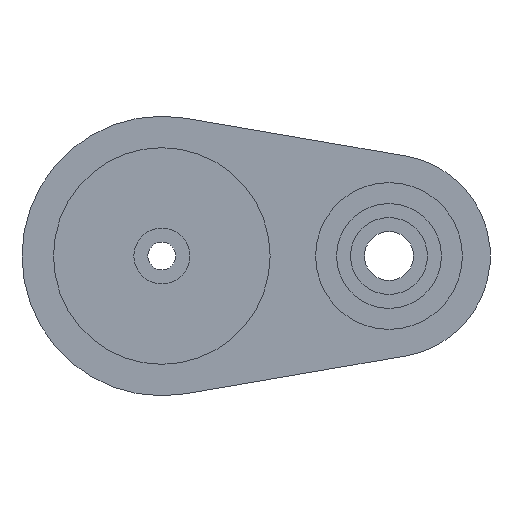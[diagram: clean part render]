
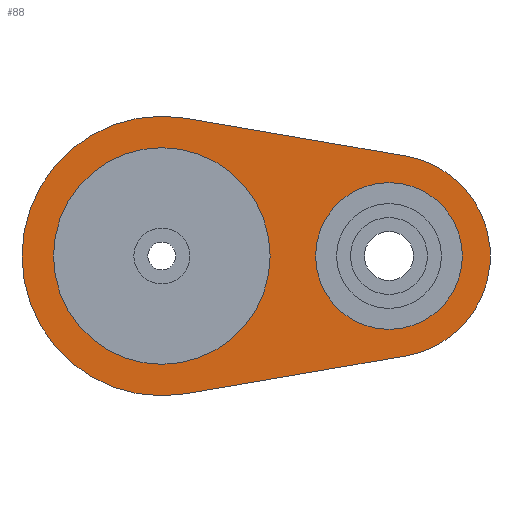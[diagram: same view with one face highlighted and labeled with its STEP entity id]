
A CAD part, front view. The second image highlights one B-rep face of the part: STEP entity #88.
In plain terms, the highlighted planar face has unit normal (0, -1, 0).
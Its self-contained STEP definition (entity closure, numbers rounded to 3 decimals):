
#88 = ADVANCED_FACE( '', ( #188, #189, #190 ), #191, .F. );
#188 = FACE_BOUND( '', #281, .T. );
#189 = FACE_BOUND( '', #282, .T. );
#190 = FACE_OUTER_BOUND( '', #283, .T. );
#191 = PLANE( '', #284 );
#281 = EDGE_LOOP( '', ( #425 ) );
#282 = EDGE_LOOP( '', ( #426 ) );
#283 = EDGE_LOOP( '', ( #427, #428, #429, #430 ) );
#284 = AXIS2_PLACEMENT_3D( '', #431, #432, #433 );
#425 = ORIENTED_EDGE( '', *, *, #483, .T. );
#426 = ORIENTED_EDGE( '', *, *, #453, .T. );
#427 = ORIENTED_EDGE( '', *, *, #479, .F. );
#428 = ORIENTED_EDGE( '', *, *, #471, .F. );
#429 = ORIENTED_EDGE( '', *, *, #457, .F. );
#430 = ORIENTED_EDGE( '', *, *, #435, .F. );
#431 = CARTESIAN_POINT( '', ( 0., 2., 0. ) );
#432 = DIRECTION( '', ( 0., 1., 0. ) );
#433 = DIRECTION( '', ( 0., 0., 1. ) );
#435 = EDGE_CURVE( '', #487, #488, #489, .T. );
#453 = EDGE_CURVE( '', #518, #518, #519, .T. );
#457 = EDGE_CURVE( '', #488, #524, #525, .T. );
#471 = EDGE_CURVE( '', #524, #545, #546, .T. );
#479 = EDGE_CURVE( '', #545, #487, #556, .T. );
#483 = EDGE_CURVE( '', #560, #560, #561, .T. );
#487 = VERTEX_POINT( '', #565 );
#488 = VERTEX_POINT( '', #566 );
#489 = CIRCLE( '', #567, 40. );
#518 = VERTEX_POINT( '', #598 );
#519 = CIRCLE( '', #599, 31. );
#524 = VERTEX_POINT( '', #604 );
#525 = LINE( '', #605, #606 );
#545 = VERTEX_POINT( '', #628 );
#546 = CIRCLE( '', #629, 29. );
#556 = LINE( '', #640, #641 );
#560 = VERTEX_POINT( '', #646 );
#561 = CIRCLE( '', #647, 21. );
#565 = CARTESIAN_POINT( '', ( 6.769, 2., -39.423 ) );
#566 = CARTESIAN_POINT( '', ( 6.769, 2., 39.423 ) );
#567 = AXIS2_PLACEMENT_3D( '', #650, #651, #652 );
#598 = CARTESIAN_POINT( '', ( 0., 2., 31. ) );
#599 = AXIS2_PLACEMENT_3D( '', #685, #686, #687 );
#604 = CARTESIAN_POINT( '', ( 69.908, 2., 28.582 ) );
#605 = CARTESIAN_POINT( '', ( 6.769, 2., 39.423 ) );
#606 = VECTOR( '', #691, 1000. );
#628 = CARTESIAN_POINT( '', ( 69.908, 2., -28.582 ) );
#629 = AXIS2_PLACEMENT_3D( '', #709, #710, #711 );
#640 = CARTESIAN_POINT( '', ( 69.908, 2., -28.582 ) );
#641 = VECTOR( '', #719, 1000. );
#646 = CARTESIAN_POINT( '', ( 65., 2., 21. ) );
#647 = AXIS2_PLACEMENT_3D( '', #721, #722, #723 );
#650 = CARTESIAN_POINT( '', ( 0., 2., 0. ) );
#651 = DIRECTION( '', ( 0., 1., 0. ) );
#652 = DIRECTION( '', ( 1., 0., 0. ) );
#685 = CARTESIAN_POINT( '', ( 0., 2., 0. ) );
#686 = DIRECTION( '', ( 0., 1., 0. ) );
#687 = DIRECTION( '', ( 0., 0., 1. ) );
#691 = DIRECTION( '', ( 0.986, 0., -0.169 ) );
#709 = CARTESIAN_POINT( '', ( 65., 2., 0. ) );
#710 = DIRECTION( '', ( 0., 1., 0. ) );
#711 = DIRECTION( '', ( 1., 0., 0. ) );
#719 = DIRECTION( '', ( -0.986, 0., -0.169 ) );
#721 = CARTESIAN_POINT( '', ( 65., 2., 0. ) );
#722 = DIRECTION( '', ( 0., 1., 0. ) );
#723 = DIRECTION( '', ( 0., 0., 1. ) );
